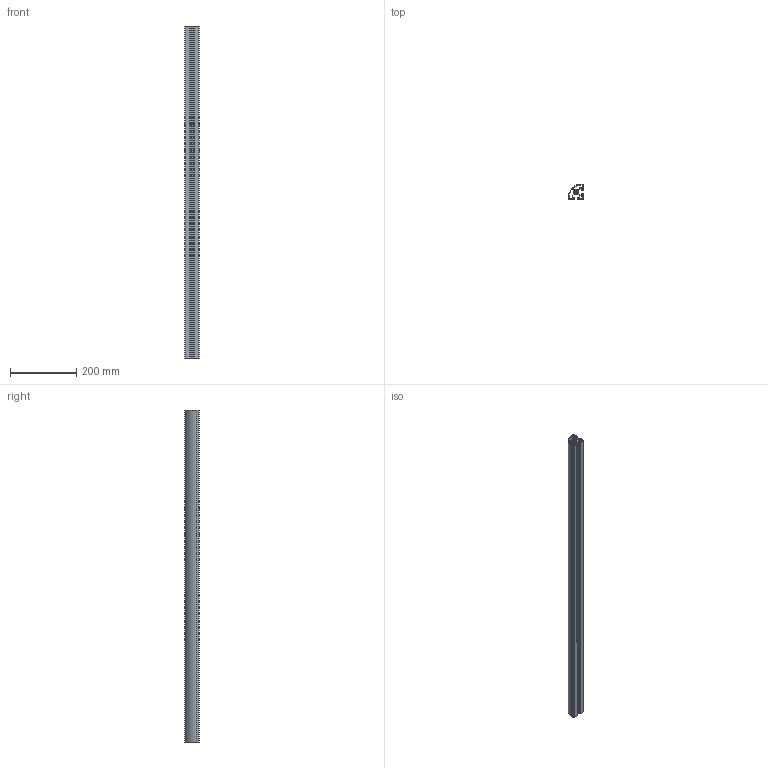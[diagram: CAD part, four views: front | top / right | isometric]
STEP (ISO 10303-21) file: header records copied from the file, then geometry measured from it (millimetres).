
FILE_DESCRIPTION (( 'STEP AP203' ), '1' );
FILE_NAME ('45 x 45 R SÝGMA PROFÝL.STEP', '2013-07-30T08:20:35', ( '' ), ( '' ), 'SwSTEP 2.0', 'SolidWorks 2013', '' );
FILE_SCHEMA (( 'CONFIG_CONTROL_DESIGN' ));
Length unit declared in the file: millimetre
Products named in the file (1): 45 x 45 R SÝGMA PROFÝL
Bounding box: 45 x 45 x 1000 mm (x, y, z)
Volume: 445874.9 mm3; surface area: 511775.8 mm2
Topology: 1 solids, 1 shells, 150 faces, 444 edges, 296 vertices
Faces by surface type: plane 78, cylinder 72
Entity records: 5145 total; most frequent: CARTESIAN_POINT 891, DIRECTION 890, ORIENTED_EDGE 888, EDGE_CURVE 444, VECTOR 300, LINE 300, VERTEX_POINT 296, AXIS2_PLACEMENT_3D 295
